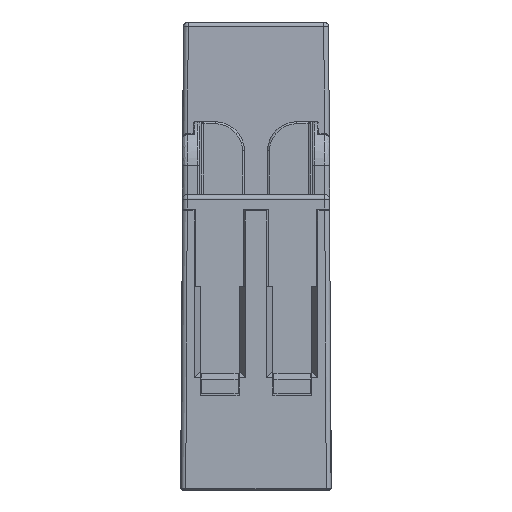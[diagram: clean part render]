
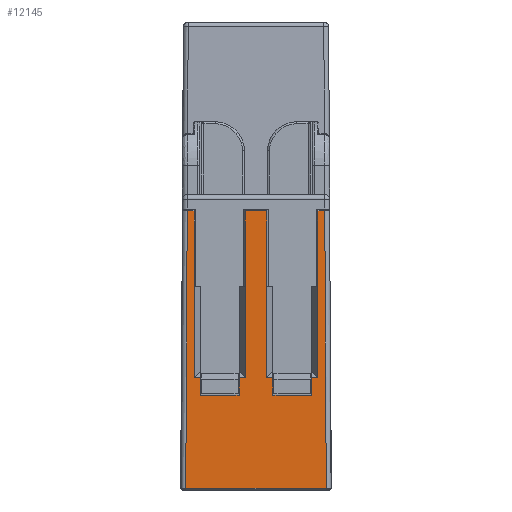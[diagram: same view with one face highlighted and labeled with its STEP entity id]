
A CAD part, left-side view. The second image highlights one B-rep face of the part: STEP entity #12145.
In plain terms, the highlighted planar face has unit normal (-1, 0, 0).
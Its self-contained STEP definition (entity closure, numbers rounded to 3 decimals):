
#1168=FACE_OUTER_BOUND('',#1879,.T.);
#1879=EDGE_LOOP('',(#10486,#10487,#10488,#10489,#10490,#10491,#10492,#10493,
#10494,#10495,#10496,#10497,#10498,#10499,#10500,#10501,#10502,#10503,#10504,
#10505));
#2972=LINE('',#19849,#4354);
#2973=LINE('',#19852,#4355);
#2991=LINE('',#19887,#4373);
#2992=LINE('',#19890,#4374);
#2993=LINE('',#19973,#4375);
#3267=LINE('',#21241,#4649);
#3268=LINE('',#21322,#4650);
#3269=LINE('',#21324,#4651);
#3270=LINE('',#21326,#4652);
#3271=LINE('',#21328,#4653);
#3272=LINE('',#21330,#4654);
#3273=LINE('',#21332,#4655);
#3274=LINE('',#21334,#4656);
#3275=LINE('',#21336,#4657);
#3276=LINE('',#21338,#4658);
#3277=LINE('',#21340,#4659);
#3278=LINE('',#21342,#4660);
#3279=LINE('',#21344,#4661);
#3280=LINE('',#21346,#4662);
#3281=LINE('',#21347,#4663);
#4354=VECTOR('',#15413,0.714);
#4355=VECTOR('',#15416,17.235);
#4373=VECTOR('',#15448,17.235);
#4374=VECTOR('',#15451,0.714);
#4375=VECTOR('',#15462,28.6);
#4649=VECTOR('',#16150,28.6);
#4650=VECTOR('',#16159,14.498);
#4651=VECTOR('',#16160,0.635);
#4652=VECTOR('',#16161,1.765);
#4653=VECTOR('',#16162,4.);
#4654=VECTOR('',#16163,1.765);
#4655=VECTOR('',#16164,0.635);
#4656=VECTOR('',#16165,17.235);
#4657=VECTOR('',#16166,2.23);
#4658=VECTOR('',#16167,17.235);
#4659=VECTOR('',#16168,0.635);
#4660=VECTOR('',#16169,1.765);
#4661=VECTOR('',#16170,4.);
#4662=VECTOR('',#16171,1.765);
#4663=VECTOR('',#16172,0.635);
#5633=VERTEX_POINT('',#19845);
#5634=VERTEX_POINT('',#19847);
#5635=VERTEX_POINT('',#19851);
#5644=VERTEX_POINT('',#19882);
#5645=VERTEX_POINT('',#19885);
#5646=VERTEX_POINT('',#19889);
#5647=VERTEX_POINT('',#19971);
#5825=VERTEX_POINT('',#21237);
#5826=VERTEX_POINT('',#21323);
#5827=VERTEX_POINT('',#21325);
#5828=VERTEX_POINT('',#21327);
#5829=VERTEX_POINT('',#21329);
#5830=VERTEX_POINT('',#21331);
#5831=VERTEX_POINT('',#21333);
#5832=VERTEX_POINT('',#21335);
#5833=VERTEX_POINT('',#21337);
#5834=VERTEX_POINT('',#21339);
#5835=VERTEX_POINT('',#21341);
#5836=VERTEX_POINT('',#21343);
#5837=VERTEX_POINT('',#21345);
#7087=EDGE_CURVE('',#5634,#5633,#2972,.T.);
#7088=EDGE_CURVE('',#5635,#5633,#2973,.T.);
#7107=EDGE_CURVE('',#5644,#5645,#2991,.T.);
#7108=EDGE_CURVE('',#5646,#5644,#2992,.T.);
#7113=EDGE_CURVE('',#5646,#5647,#2993,.T.);
#7444=EDGE_CURVE('',#5825,#5634,#3267,.T.);
#7447=EDGE_CURVE('',#5825,#5647,#3268,.T.);
#7448=EDGE_CURVE('',#5645,#5826,#3269,.T.);
#7449=EDGE_CURVE('',#5827,#5826,#3270,.T.);
#7450=EDGE_CURVE('',#5828,#5827,#3271,.T.);
#7451=EDGE_CURVE('',#5828,#5829,#3272,.T.);
#7452=EDGE_CURVE('',#5829,#5830,#3273,.T.);
#7453=EDGE_CURVE('',#5830,#5831,#3274,.T.);
#7454=EDGE_CURVE('',#5831,#5832,#3275,.T.);
#7455=EDGE_CURVE('',#5832,#5833,#3276,.T.);
#7456=EDGE_CURVE('',#5833,#5834,#3277,.T.);
#7457=EDGE_CURVE('',#5835,#5834,#3278,.T.);
#7458=EDGE_CURVE('',#5836,#5835,#3279,.T.);
#7459=EDGE_CURVE('',#5836,#5837,#3280,.T.);
#7460=EDGE_CURVE('',#5837,#5635,#3281,.T.);
#10486=ORIENTED_EDGE('',*,*,#7447,.T.);
#10487=ORIENTED_EDGE('',*,*,#7113,.F.);
#10488=ORIENTED_EDGE('',*,*,#7108,.T.);
#10489=ORIENTED_EDGE('',*,*,#7107,.T.);
#10490=ORIENTED_EDGE('',*,*,#7448,.T.);
#10491=ORIENTED_EDGE('',*,*,#7449,.F.);
#10492=ORIENTED_EDGE('',*,*,#7450,.F.);
#10493=ORIENTED_EDGE('',*,*,#7451,.T.);
#10494=ORIENTED_EDGE('',*,*,#7452,.T.);
#10495=ORIENTED_EDGE('',*,*,#7453,.T.);
#10496=ORIENTED_EDGE('',*,*,#7454,.T.);
#10497=ORIENTED_EDGE('',*,*,#7455,.T.);
#10498=ORIENTED_EDGE('',*,*,#7456,.T.);
#10499=ORIENTED_EDGE('',*,*,#7457,.F.);
#10500=ORIENTED_EDGE('',*,*,#7458,.F.);
#10501=ORIENTED_EDGE('',*,*,#7459,.T.);
#10502=ORIENTED_EDGE('',*,*,#7460,.T.);
#10503=ORIENTED_EDGE('',*,*,#7088,.T.);
#10504=ORIENTED_EDGE('',*,*,#7087,.F.);
#10505=ORIENTED_EDGE('',*,*,#7444,.F.);
#11531=PLANE('',#13105);
#12145=ADVANCED_FACE('',(#1168),#11531,.T.);
#13105=AXIS2_PLACEMENT_3D('',#21321,#16157,#16158);
#15413=DIRECTION('',(0.,-1.,0.));
#15416=DIRECTION('',(0.,0.,1.));
#15448=DIRECTION('',(0.,0.,-1.));
#15451=DIRECTION('',(0.,1.,0.));
#15462=DIRECTION('',(0.,-0.005,-1.));
#16150=DIRECTION('',(0.,-0.005,1.));
#16157=DIRECTION('center_axis',(-1.,0.,0.));
#16158=DIRECTION('ref_axis',(0.,0.,-1.));
#16159=DIRECTION('',(0.,-1.,0.));
#16160=DIRECTION('',(0.,1.,0.));
#16161=DIRECTION('',(0.,0.,1.));
#16162=DIRECTION('',(0.,-1.,0.));
#16163=DIRECTION('',(0.,0.,1.));
#16164=DIRECTION('',(0.,1.,0.));
#16165=DIRECTION('',(0.,0.,1.));
#16166=DIRECTION('',(0.,1.,0.));
#16167=DIRECTION('',(0.,0.,-1.));
#16168=DIRECTION('',(0.,1.,0.));
#16169=DIRECTION('',(0.,0.,1.));
#16170=DIRECTION('',(0.,-1.,0.));
#16171=DIRECTION('',(0.,0.,1.));
#16172=DIRECTION('',(0.,1.,0.));
#19845=CARTESIAN_POINT('',(-49.,6.385,-19.5));
#19847=CARTESIAN_POINT('',(-49.,7.099,-19.5));
#19849=CARTESIAN_POINT('',(-49.,7.099,-19.5));
#19851=CARTESIAN_POINT('',(-49.,6.385,-36.735));
#19852=CARTESIAN_POINT('',(-49.,6.385,-36.735));
#19882=CARTESIAN_POINT('',(-49.,-6.385,-19.5));
#19885=CARTESIAN_POINT('',(-49.,-6.385,-36.735));
#19887=CARTESIAN_POINT('',(-49.,-6.385,-19.5));
#19889=CARTESIAN_POINT('',(-49.,-7.099,-19.5));
#19890=CARTESIAN_POINT('',(-49.,-7.099,-19.5));
#19971=CARTESIAN_POINT('',(-49.,-7.249,-48.1));
#19973=CARTESIAN_POINT('',(-49.,-7.099,-19.5));
#21237=CARTESIAN_POINT('',(-49.,7.249,-48.1));
#21241=CARTESIAN_POINT('',(-49.,7.249,-48.1));
#21321=CARTESIAN_POINT('Origin',(-49.,7.75,-19.3));
#21322=CARTESIAN_POINT('',(-49.,7.249,-48.1));
#21323=CARTESIAN_POINT('',(-49.,-5.75,-36.735));
#21324=CARTESIAN_POINT('',(-49.,-6.385,-36.735));
#21325=CARTESIAN_POINT('',(-49.,-5.75,-38.5));
#21326=CARTESIAN_POINT('',(-49.,-5.75,-38.5));
#21327=CARTESIAN_POINT('',(-49.,-1.75,-38.5));
#21328=CARTESIAN_POINT('',(-49.,-1.75,-38.5));
#21329=CARTESIAN_POINT('',(-49.,-1.75,-36.735));
#21330=CARTESIAN_POINT('',(-49.,-1.75,-38.5));
#21331=CARTESIAN_POINT('',(-49.,-1.115,-36.735));
#21332=CARTESIAN_POINT('',(-49.,-1.75,-36.735));
#21333=CARTESIAN_POINT('',(-49.,-1.115,-19.5));
#21334=CARTESIAN_POINT('',(-49.,-1.115,-36.735));
#21335=CARTESIAN_POINT('',(-49.,1.115,-19.5));
#21336=CARTESIAN_POINT('',(-49.,-1.115,-19.5));
#21337=CARTESIAN_POINT('',(-49.,1.115,-36.735));
#21338=CARTESIAN_POINT('',(-49.,1.115,-19.5));
#21339=CARTESIAN_POINT('',(-49.,1.75,-36.735));
#21340=CARTESIAN_POINT('',(-49.,1.115,-36.735));
#21341=CARTESIAN_POINT('',(-49.,1.75,-38.5));
#21342=CARTESIAN_POINT('',(-49.,1.75,-38.5));
#21343=CARTESIAN_POINT('',(-49.,5.75,-38.5));
#21344=CARTESIAN_POINT('',(-49.,5.75,-38.5));
#21345=CARTESIAN_POINT('',(-49.,5.75,-36.735));
#21346=CARTESIAN_POINT('',(-49.,5.75,-38.5));
#21347=CARTESIAN_POINT('',(-49.,5.75,-36.735));
